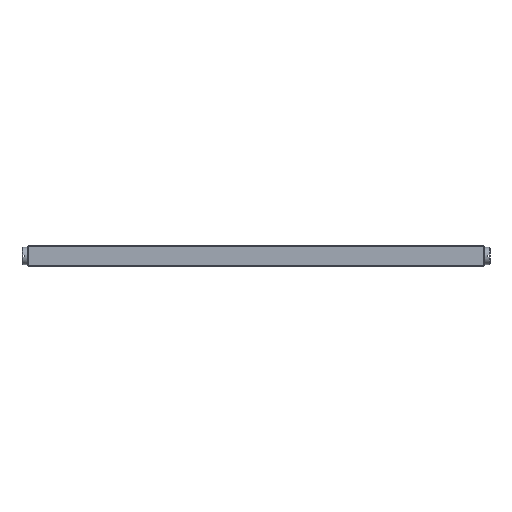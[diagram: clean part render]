
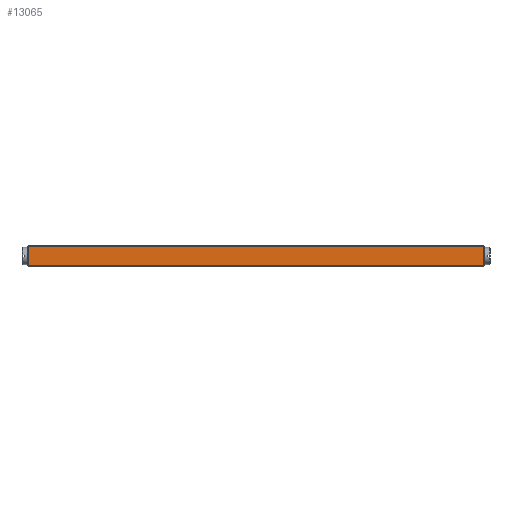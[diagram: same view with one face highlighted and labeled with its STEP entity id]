
A CAD part, front view. The second image highlights one B-rep face of the part: STEP entity #13065.
In plain terms, the highlighted planar face has unit normal (0, -1, 0).
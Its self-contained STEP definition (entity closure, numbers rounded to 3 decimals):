
#10219=FACE_OUTER_BOUND('',#21699,.T.);
#13065=ADVANCED_FACE('',(#10219),#16112,.T.);
#16112=PLANE('',#63948);
#21699=EDGE_LOOP('',(#27017,#27018,#27019,#27020));
#27017=ORIENTED_EDGE('',*,*,#46651,.T.);
#27018=ORIENTED_EDGE('',*,*,#46652,.T.);
#27019=ORIENTED_EDGE('',*,*,#46653,.T.);
#27020=ORIENTED_EDGE('',*,*,#46654,.T.);
#41245=VERTEX_POINT('',#86342);
#41246=VERTEX_POINT('',#86343);
#41247=VERTEX_POINT('',#86345);
#41248=VERTEX_POINT('',#86347);
#46651=EDGE_CURVE('',#41245,#41246,#54033,.T.);
#46652=EDGE_CURVE('',#41246,#41247,#54034,.T.);
#46653=EDGE_CURVE('',#41247,#41248,#54035,.T.);
#46654=EDGE_CURVE('',#41248,#41245,#54036,.T.);
#54033=LINE('',#86341,#59237);
#54034=LINE('',#86344,#59238);
#54035=LINE('',#86346,#59239);
#54036=LINE('',#86348,#59240);
#59237=VECTOR('',#69678,1.);
#59238=VECTOR('',#69679,1.);
#59239=VECTOR('',#69680,1.);
#59240=VECTOR('',#69681,1.);
#63948=AXIS2_PLACEMENT_3D('',#86349,#69682,#69683);
#69678=DIRECTION('',(0.,0.,1.));
#69679=DIRECTION('',(-1.,0.,0.));
#69680=DIRECTION('',(0.,0.,-1.));
#69681=DIRECTION('',(1.,0.,0.));
#69682=DIRECTION('',(0.,-1.,0.));
#69683=DIRECTION('',(0.,0.,-1.));
#86341=CARTESIAN_POINT('',(239.5,-12.,11.));
#86342=CARTESIAN_POINT('',(239.5,-12.,0.5));
#86343=CARTESIAN_POINT('',(239.5,-12.,10.5));
#86344=CARTESIAN_POINT('',(120.,-12.,10.5));
#86345=CARTESIAN_POINT('',(0.5,-12.,10.5));
#86346=CARTESIAN_POINT('',(0.5,-12.,11.));
#86347=CARTESIAN_POINT('',(0.5,-12.,0.5));
#86348=CARTESIAN_POINT('',(120.,-12.,0.5));
#86349=CARTESIAN_POINT('',(120.,-12.,11.));
